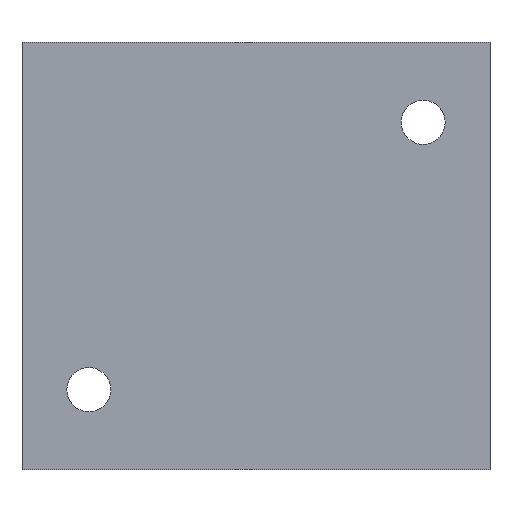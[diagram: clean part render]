
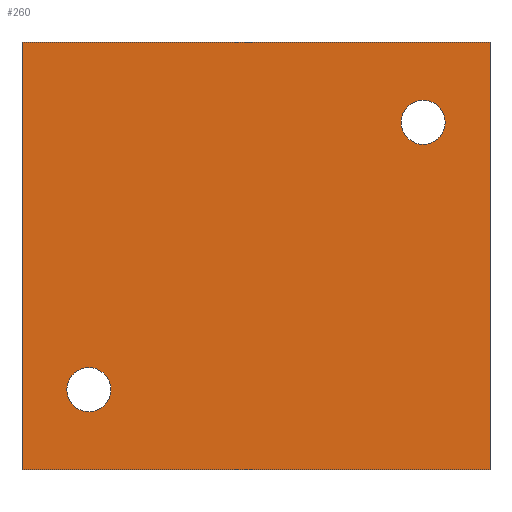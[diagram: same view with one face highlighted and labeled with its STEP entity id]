
A CAD part, front view. The second image highlights one B-rep face of the part: STEP entity #260.
In plain terms, the highlighted planar face has unit normal (0, -1, 0).
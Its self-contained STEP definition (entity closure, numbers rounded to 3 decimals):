
#3 = VERTEX_POINT ( 'NONE', #860 ) ;
#101 = FACE_BOUND ( 'NONE', #1041, .T. ) ;
#118 = ORIENTED_EDGE ( 'NONE', *, *, #1152, .F. ) ;
#141 = CIRCLE ( 'NONE', #191, 1.65 ) ;
#158 = DIRECTION ( 'NONE',  ( 0., -1., 0. ) ) ;
#160 = VERTEX_POINT ( 'NONE', #1231 ) ;
#164 = VERTEX_POINT ( 'NONE', #284 ) ;
#169 = CARTESIAN_POINT ( 'NONE',  ( -17.5, -14., 16. ) ) ;
#170 = VECTOR ( 'NONE', #941, 1000. ) ;
#180 = PLANE ( 'NONE',  #445 ) ;
#191 = AXIS2_PLACEMENT_3D ( 'NONE', #1015, #1362, #1247 ) ;
#212 = CIRCLE ( 'NONE', #550, 1.65 ) ;
#260 = ADVANCED_FACE ( 'NONE', ( #101, #1367, #1511 ), #180, .F. ) ;
#284 = CARTESIAN_POINT ( 'NONE',  ( 12.5, -14., 8.35 ) ) ;
#294 = CARTESIAN_POINT ( 'NONE',  ( -12.5, -14., -11.65 ) ) ;
#305 = CIRCLE ( 'NONE', #1136, 1.65 ) ;
#316 = LINE ( 'NONE', #420, #324 ) ;
#324 = VECTOR ( 'NONE', #431, 1000. ) ;
#356 = CARTESIAN_POINT ( 'NONE',  ( 12.5, -14., 11.65 ) ) ;
#380 = VECTOR ( 'NONE', #473, 1000. ) ;
#381 = DIRECTION ( 'NONE',  ( 0., 0., -1. ) ) ;
#420 = CARTESIAN_POINT ( 'NONE',  ( -17.5, -14., 16. ) ) ;
#427 = ORIENTED_EDGE ( 'NONE', *, *, #745, .F. ) ;
#431 = DIRECTION ( 'NONE',  ( 0., 0., -1. ) ) ;
#433 = LINE ( 'NONE', #1025, #975 ) ;
#443 = EDGE_CURVE ( 'NONE', #614, #1167, #819, .T. ) ;
#445 = AXIS2_PLACEMENT_3D ( 'NONE', #1052, #801, #1363 ) ;
#473 = DIRECTION ( 'NONE',  ( 1., 0., 0. ) ) ;
#502 = AXIS2_PLACEMENT_3D ( 'NONE', #948, #158, #381 ) ;
#515 = CARTESIAN_POINT ( 'NONE',  ( 17.5, -14., 16. ) ) ;
#550 = AXIS2_PLACEMENT_3D ( 'NONE', #878, #1109, #1448 ) ;
#552 = ORIENTED_EDGE ( 'NONE', *, *, #1394, .T. ) ;
#559 = DIRECTION ( 'NONE',  ( 0., 0., -1. ) ) ;
#602 = VERTEX_POINT ( 'NONE', #294 ) ;
#614 = VERTEX_POINT ( 'NONE', #169 ) ;
#745 = EDGE_CURVE ( 'NONE', #160, #602, #141, .T. ) ;
#756 = EDGE_CURVE ( 'NONE', #614, #992, #316, .T. ) ;
#801 = DIRECTION ( 'NONE',  ( 0., 1., 0. ) ) ;
#819 = LINE ( 'NONE', #1521, #380 ) ;
#834 = CARTESIAN_POINT ( 'NONE',  ( -12.5, -14., -10. ) ) ;
#851 = CARTESIAN_POINT ( 'NONE',  ( -17.5, -14., -16. ) ) ;
#860 = CARTESIAN_POINT ( 'NONE',  ( 17.5, -14., -16. ) ) ;
#878 = CARTESIAN_POINT ( 'NONE',  ( 12.5, -14., 10. ) ) ;
#919 = EDGE_LOOP ( 'NONE', ( #929, #427 ) ) ;
#929 = ORIENTED_EDGE ( 'NONE', *, *, #1265, .F. ) ;
#941 = DIRECTION ( 'NONE',  ( 1., 0., 0. ) ) ;
#948 = CARTESIAN_POINT ( 'NONE',  ( 12.5, -14., 10. ) ) ;
#975 = VECTOR ( 'NONE', #559, 1000. ) ;
#992 = VERTEX_POINT ( 'NONE', #1322 ) ;
#1015 = CARTESIAN_POINT ( 'NONE',  ( -12.5, -14., -10. ) ) ;
#1025 = CARTESIAN_POINT ( 'NONE',  ( 17.5, -14., 16. ) ) ;
#1041 = EDGE_LOOP ( 'NONE', ( #1175, #118 ) ) ;
#1052 = CARTESIAN_POINT ( 'NONE',  ( -17.5, -14., 16. ) ) ;
#1098 = EDGE_LOOP ( 'NONE', ( #552, #1106, #1459, #1517 ) ) ;
#1106 = ORIENTED_EDGE ( 'NONE', *, *, #1232, .F. ) ;
#1109 = DIRECTION ( 'NONE',  ( 0., -1., 0. ) ) ;
#1136 = AXIS2_PLACEMENT_3D ( 'NONE', #834, #1404, #1304 ) ;
#1152 = EDGE_CURVE ( 'NONE', #1491, #164, #212, .T. ) ;
#1167 = VERTEX_POINT ( 'NONE', #515 ) ;
#1175 = ORIENTED_EDGE ( 'NONE', *, *, #1420, .F. ) ;
#1231 = CARTESIAN_POINT ( 'NONE',  ( -12.5, -14., -8.35 ) ) ;
#1232 = EDGE_CURVE ( 'NONE', #1167, #3, #433, .T. ) ;
#1247 = DIRECTION ( 'NONE',  ( 0., 0., -1. ) ) ;
#1249 = CIRCLE ( 'NONE', #502, 1.65 ) ;
#1265 = EDGE_CURVE ( 'NONE', #602, #160, #305, .T. ) ;
#1304 = DIRECTION ( 'NONE',  ( 0., 0., -1. ) ) ;
#1322 = CARTESIAN_POINT ( 'NONE',  ( -17.5, -14., -16. ) ) ;
#1362 = DIRECTION ( 'NONE',  ( 0., -1., 0. ) ) ;
#1363 = DIRECTION ( 'NONE',  ( 0., 0., 1. ) ) ;
#1367 = FACE_BOUND ( 'NONE', #919, .T. ) ;
#1394 = EDGE_CURVE ( 'NONE', #992, #3, #1433, .T. ) ;
#1404 = DIRECTION ( 'NONE',  ( 0., -1., 0. ) ) ;
#1420 = EDGE_CURVE ( 'NONE', #164, #1491, #1249, .T. ) ;
#1433 = LINE ( 'NONE', #851, #170 ) ;
#1448 = DIRECTION ( 'NONE',  ( 0., 0., -1. ) ) ;
#1459 = ORIENTED_EDGE ( 'NONE', *, *, #443, .F. ) ;
#1491 = VERTEX_POINT ( 'NONE', #356 ) ;
#1511 = FACE_OUTER_BOUND ( 'NONE', #1098, .T. ) ;
#1517 = ORIENTED_EDGE ( 'NONE', *, *, #756, .T. ) ;
#1521 = CARTESIAN_POINT ( 'NONE',  ( -17.5, -14., 16. ) ) ;
